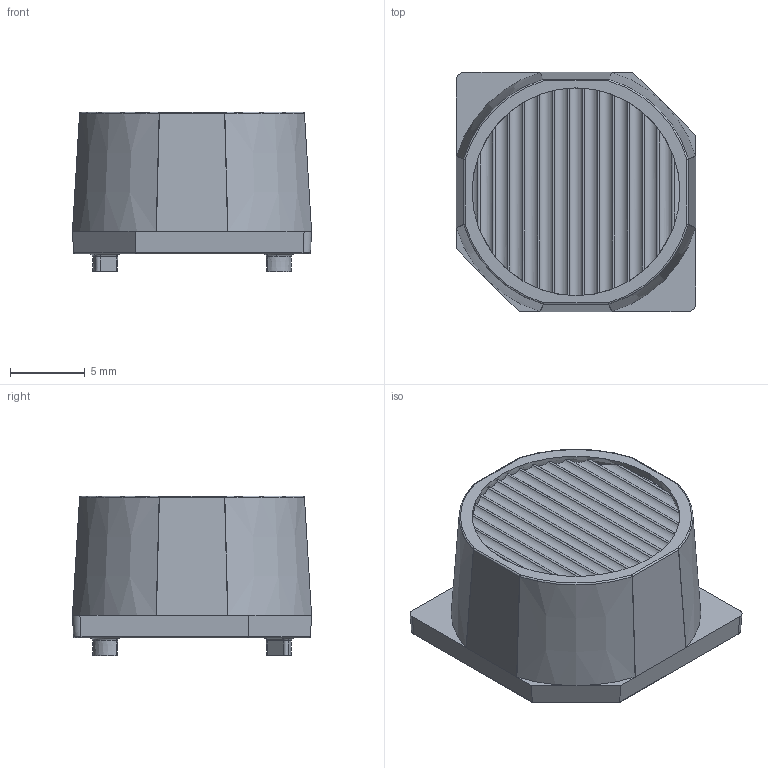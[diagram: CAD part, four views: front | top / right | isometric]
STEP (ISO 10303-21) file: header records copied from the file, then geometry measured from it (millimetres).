
FILE_DESCRIPTION (( 'STEP AP203' ), '1' );
FILE_NAME ('ÀÌÒ-ART-16õ16-3535-20õ50-R Ãàáàðèòíàÿ ìîäåëü.STEP', '2023-02-03T08:47:43', ( 'Usr' ), ( '' ), 'SwSTEP 2.0', 'SolidWorks 2019', '' );
FILE_SCHEMA (( 'CONFIG_CONTROL_DESIGN' ));
Length unit declared in the file: millimetre
Products named in the file (1): ÀÌÒ-ART-16õ16-3535-20õ50-R Ãàáàðèòíàÿ ìîäåëü
Bounding box: 16 x 16 x 10.68 mm (x, y, z)
Volume: 1214.8 mm3; surface area: 1448.5 mm2
Topology: 1 solids, 1 shells, 124 faces, 293 edges, 168 vertices
Faces by surface type: cylinder 45, bspline 36, plane 24, cone 12, torus 7
Entity records: 4493 total; most frequent: CARTESIAN_POINT 1996, ORIENTED_EDGE 570, DIRECTION 398, EDGE_CURVE 285, VERTEX_POINT 168, AXIS2_PLACEMENT_3D 156, EDGE_LOOP 129, ADVANCED_FACE 124
